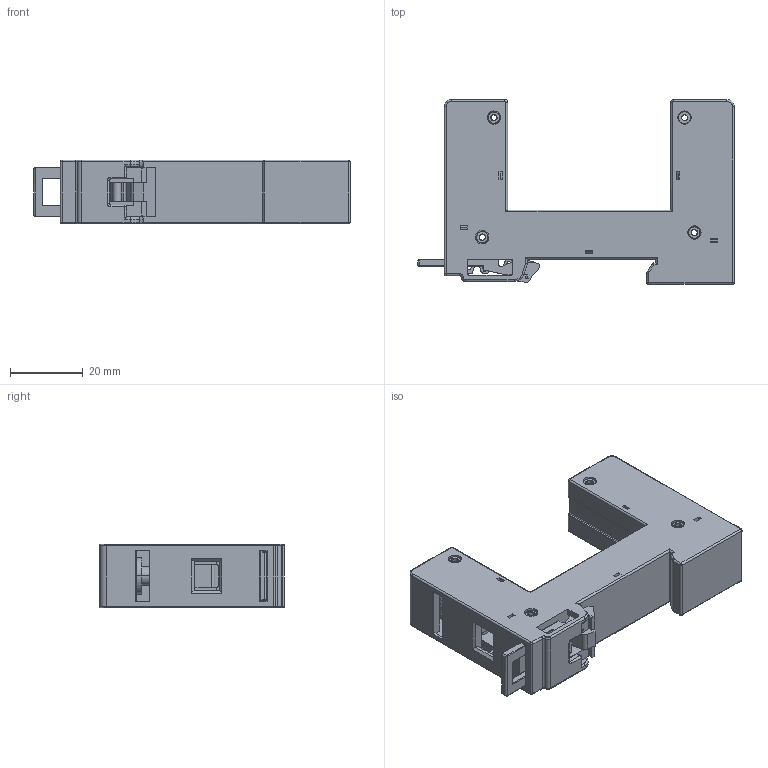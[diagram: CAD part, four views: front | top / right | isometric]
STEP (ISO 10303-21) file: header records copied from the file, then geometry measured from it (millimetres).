
FILE_DESCRIPTION((''),'2;1');
FILE_NAME('510737000_ASM','2019-09-06T12:26:14',('Sebastjan.kamensek'),('Audax d.o.o.'),'CREO PARAMETRIC BY PTC INC, 2017260','CREO PARAMETRIC BY PTC INC, 2017260','');
FILE_SCHEMA(('AP242_MANAGED_MODEL_BASED_3D_ENGINEERING_MIM_LF { 1 0 10303 442 1 1 4 }'));
Length unit declared in the file: millimetre
Products named in the file (10): 510738102; 322429110; 501000132; 510737102_ASM; 510738106; 122239300_DEF; 322305112; 510737100_ASM; 122053202; 510737000_ASM
Assembly tree (13 placements, depth 4):
  510737000_ASM
    510737100_ASM
      510738102
      510737102_ASM  x2
        322429110
        501000132
      510738106
      122239300_DEF  x4
      322305112
    122053202
Bounding box: 87.3 x 51 x 17.6 mm (x, y, z)
Volume: 21504.9 mm3; surface area: 35090.9 mm2
Topology: 12 solids, 12 shells, 1722 faces, 4473 edges, 2829 vertices
Faces by surface type: plane 1181, cylinder 395, torus 54, bspline 39, cone 35, sphere 18
Entity records: 60132 total; most frequent: CARTESIAN_POINT 9583, ORIENTED_EDGE 7944, DIRECTION 7622, PRESENTATION_STYLE_ASSIGNMENT 3989, STYLED_ITEM 3989, CURVE_STYLE 3972, EDGE_CURVE 3972, VECTOR 3118
